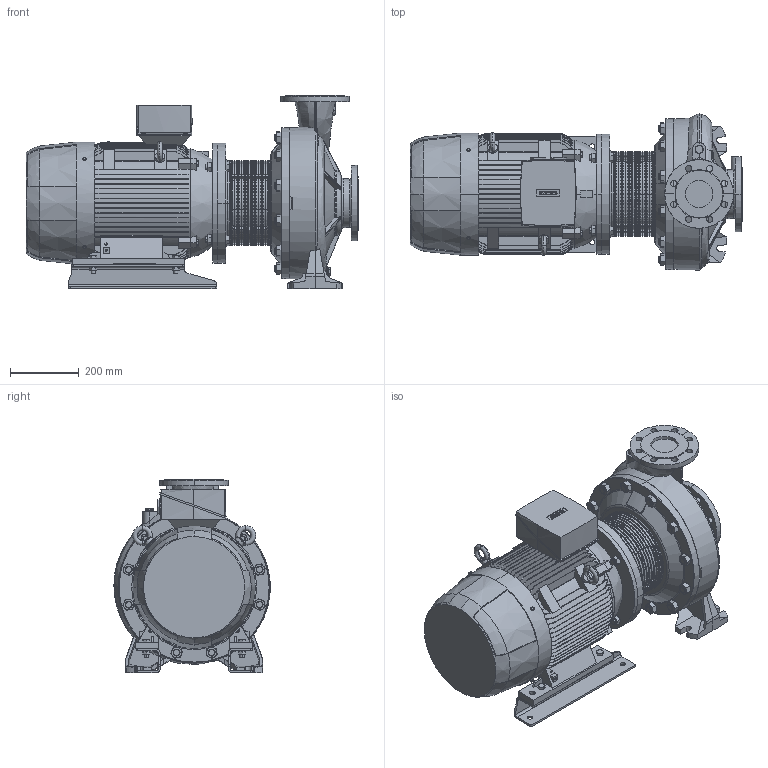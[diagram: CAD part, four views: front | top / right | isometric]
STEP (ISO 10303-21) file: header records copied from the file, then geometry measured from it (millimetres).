
FILE_DESCRIPTION (( 'STEP AP203' ), '1' );
FILE_NAME ('4_93_494_26_REV00.step', '2023-07-20T06:40:59', ( '' ), ( '' ), 'SwSTEP 2.0', 'SolidWorks 2020', '' );
FILE_SCHEMA (( 'CONFIG_CONTROL_DESIGN' ));
Length unit declared in the file: millimetre
Products named in the file (13): Copia di Tappo G 3_8^4_93_494_26_REV00; 4_93_494_26_REV00; Copia di NM_82_70x70x432_DX^4_93_494_26_REV00; Copia di 1_66_269_REV00_semplificato^4_93_494_26_REV00; Copia di M16x2_ingombro^4_93_494_26_REV00; Copia di 4_66_599_REV00_semplificato^4_93_494_26_REV00; Copia di NM_82_70x70x432_SX^4_93_494_26_REV00; Copia di M16x60_UNI_5739_ingombri3D^4_93_494_26_REV00; Copia di 1LE1503-1EB23_REV01^4_93_494_26_REV00; Copia di M12x45_UNI_5739_ingombri3D^4_93_494_26_REV00; Copia di M20_UNI_5588^4_93_494_26_REV00; Copia di 1_66_225_semplificato^4_93_494_26_REV00; Copia di M12_UNI_5588^4_93_494_26_REV00
Assembly tree (36 placements, depth 2):
  4_93_494_26_REV00
    Copia di 1_66_269_REV00_semplificato^4_93_494_26_REV00
    Copia di M20_UNI_5588^4_93_494_26_REV00  x12
    Copia di M16x60_UNI_5739_ingombri3D^4_93_494_26_REV00  x4
    Copia di M16x2_ingombro^4_93_494_26_REV00  x4
    Copia di NM_82_70x70x432_SX^4_93_494_26_REV00
    Copia di NM_82_70x70x432_DX^4_93_494_26_REV00
    Copia di M12x45_UNI_5739_ingombri3D^4_93_494_26_REV00  x4
    Copia di M12_UNI_5588^4_93_494_26_REV00  x4
    Copia di 4_66_599_REV00_semplificato^4_93_494_26_REV00
    Copia di Tappo G 3_8^4_93_494_26_REV00  x2
    Copia di 1LE1503-1EB23_REV01^4_93_494_26_REV00
    Copia di 1_66_225_semplificato^4_93_494_26_REV00
Bounding box: 967.8 x 455.58 x 565 mm (x, y, z)
Volume: 87434505.7 mm3; surface area: 3684502.4 mm2
Topology: 36 solids, 36 shells, 5951 faces, 16972 edges, 11169 vertices
Faces by surface type: plane 4758, cylinder 571, bspline 467, torus 106, cone 49
Entity records: 241834 total; most frequent: CARTESIAN_POINT 92229, ORIENTED_EDGE 31692, DIRECTION 29173, EDGE_CURVE 15846, VERTEX_POINT 10505, AXIS2_PLACEMENT_3D 9826, LINE 9521, VECTOR 9521
